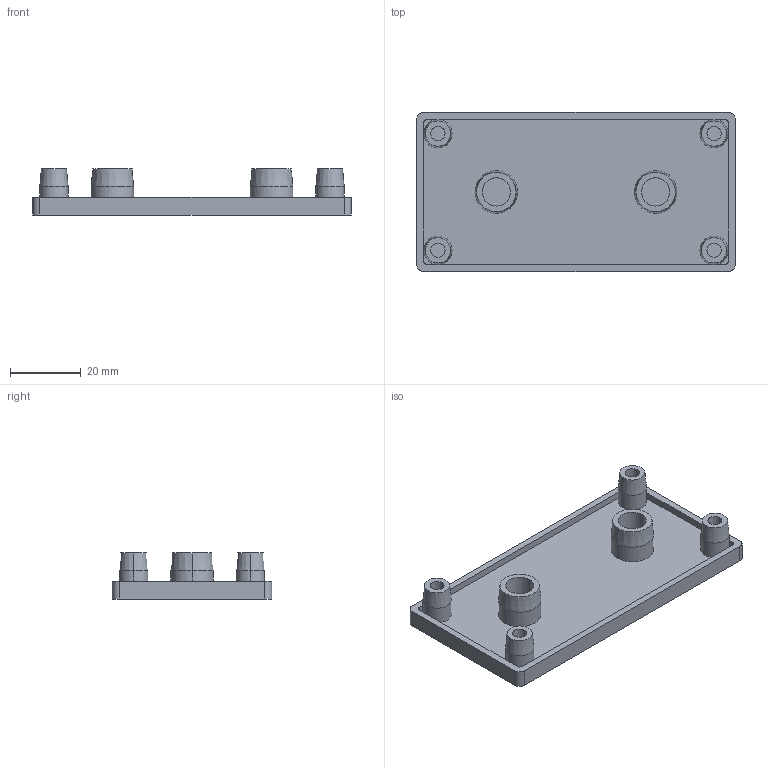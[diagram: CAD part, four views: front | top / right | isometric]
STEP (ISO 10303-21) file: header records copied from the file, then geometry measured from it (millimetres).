
FILE_DESCRIPTION (( 'STEP AP203' ), '1' );
FILE_NAME ('4.11.45.4590.STEP', '2014-06-25T03:10:50', ( 'USER' ), ( 'Microsoft' ), 'SwSTEP 2.0', 'SolidWorks 2012', '' );
FILE_SCHEMA (( 'CONFIG_CONTROL_DESIGN' ));
Length unit declared in the file: millimetre
Products named in the file (1): 4.11.45.4590
Bounding box: 90 x 45 x 13 mm (x, y, z)
Volume: 15760.8 mm3; surface area: 12885.3 mm2
Topology: 5 solids, 5 shells, 67 faces, 144 edges, 92 vertices
Faces by surface type: cylinder 32, plane 23, cone 12
Entity records: 1923 total; most frequent: DIRECTION 356, CARTESIAN_POINT 304, ORIENTED_EDGE 288, AXIS2_PLACEMENT_3D 144, EDGE_CURVE 144, VERTEX_POINT 92, EDGE_LOOP 80, CIRCLE 76
